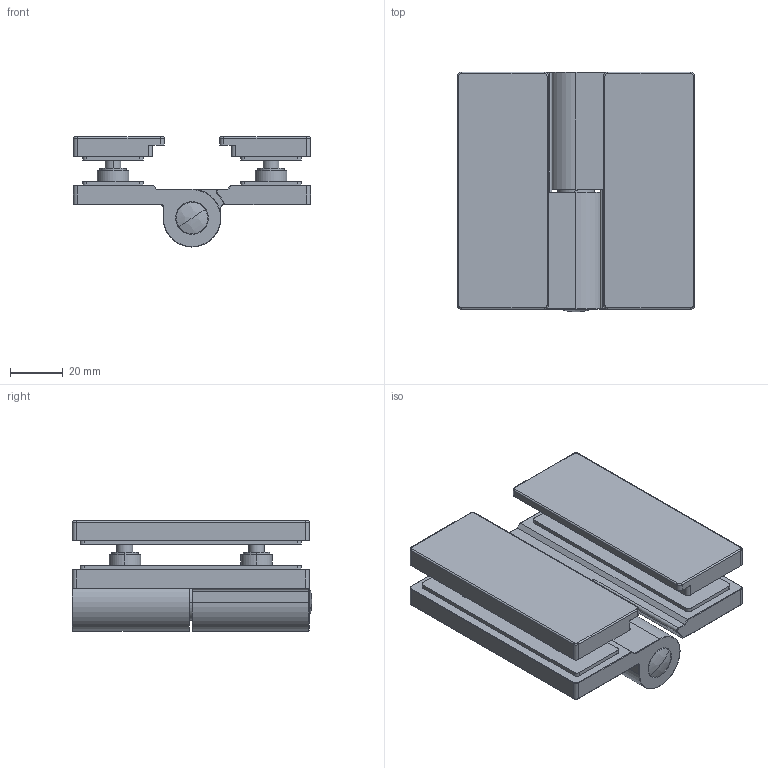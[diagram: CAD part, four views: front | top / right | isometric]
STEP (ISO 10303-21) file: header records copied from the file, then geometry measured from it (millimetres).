
FILE_DESCRIPTION (( 'Copyright © Bohle' ), '1' );
FILE_NAME ('BO5215xxxR-Arta-shower-door-hinge-glass-glass-180-step.STEP', '2024-12-12T10:04:05', ( '' ), ( '' ), 'SwSTEP 2.0', 'SolidWorks 2024', '' );
FILE_SCHEMA (( 'AUTOMOTIVE_DESIGN' ));
Length unit declared in the file: millimetre
Products named in the file (1): BO5215xxxR-Arta-shower-door-hinge-glass-glass-180-step
Bounding box: 90 x 90.97 x 41.8 mm (x, y, z)
Volume: 130492.7 mm3; surface area: 82244.5 mm2
Topology: 32 solids, 32 shells, 1091 faces, 2756 edges, 1708 vertices
Faces by surface type: plane 557, cylinder 329, cone 102, torus 58, bspline 28, sphere 17
Entity records: 33818 total; most frequent: CARTESIAN_POINT 7405, DIRECTION 5525, ORIENTED_EDGE 5294, EDGE_CURVE 2647, AXIS2_PLACEMENT_3D 1919, VERTEX_POINT 1700, LINE 1687, VECTOR 1687
